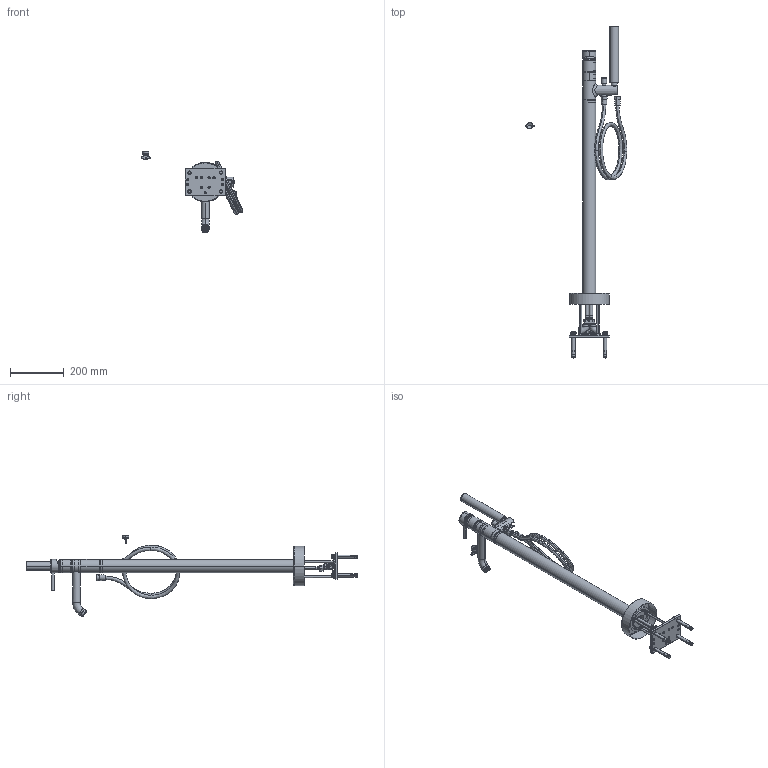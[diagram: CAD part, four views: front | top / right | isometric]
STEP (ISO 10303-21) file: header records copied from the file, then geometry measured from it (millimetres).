
FILE_DESCRIPTION((''),'2;1');
FILE_NAME('BCK11F_ASM','2024-07-04T',('Administrator'),(''),'PRO/ENGINEER BY PARAMETRIC TECHNOLOGY CORPORATION, 2010430','PRO/ENGINEER BY PARAMETRIC TECHNOLOGY CORPORATION, 2010430','');
FILE_SCHEMA(('CONFIG_CONTROL_DESIGN'));
Length unit declared in the file: millimetre
Products named in the file (48): 2120188; 2050005; 2670425-01; 2670425-02; 2670425_ASM; 2320059; 2550049; 2640002; 2710057; 2020033; 2020038; 2250005; 2630034; 2860146; 2860012-02; 2860156_ASM; 2620035; 2660065; 2050017; 2640029; 2650001; 2210001; 2070001; 2860191; 2530251; 2540045; 2550094; 2550070; 2550022; 2080012; 2750003; 2550045; 2530091; 2010029; 2070043; 2030016; 2530092; 2070041; 2510101; 2070042 ...
Assembly tree (95 placements, depth 3):
  BCK11F_ASM
    2120188
    2050005  x2
    2670425_ASM
      2670425-01
      2670425-02
    2320059
    2550049  x2
    2640002
    2710057
    2020033
    2020038
    2250005
    2630034
    2860156_ASM
      2860146
      2860012-02  x2
    2620035
    2660065
    2050017
    2640029
    2650001
    2210001
    2070001
    2860191  x2
    2530251
    2540045
    2550094
    2550070
    2550022
    2080012
    2750003
    2550045
    2530091
    2010029  x3
    2070043  x12
    2030016  x6
    2530092
    2070041  x4
    2510101  x2
    2070042  x8
    2030018  x4
    2010048  x4
    2010049  x4
    2030017  x4
    2070045  x4
    2010050
    2850035
Bounding box: 378.64 x 1236.96 x 304.42 mm (x, y, z)
Volume: 1033428 mm3; surface area: 890365.2 mm2
Topology: 100 solids, 100 shells, 2926 faces, 6851 edges, 4275 vertices
Faces by surface type: plane 963, cylinder 959, cone 462, torus 301, bspline 213, sphere 26, extrusion 2
Entity records: 85707 total; most frequent: CARTESIAN_POINT 37305, DIRECTION 10286, ORIENTED_EDGE 9606, EDGE_CURVE 4803, AXIS2_PLACEMENT_3D 4179, VERTEX_POINT 3006, EDGE_LOOP 2375, CIRCLE 2174
